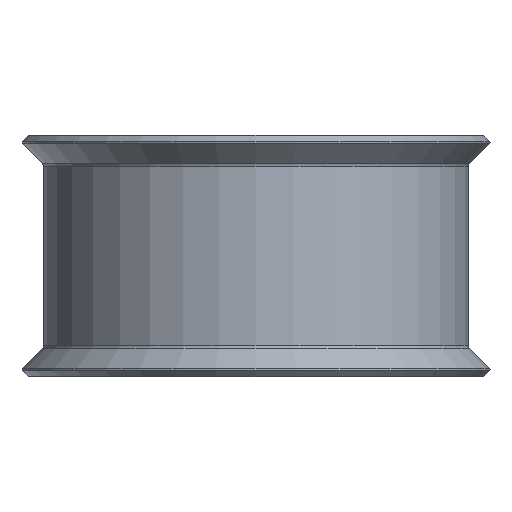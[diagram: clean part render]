
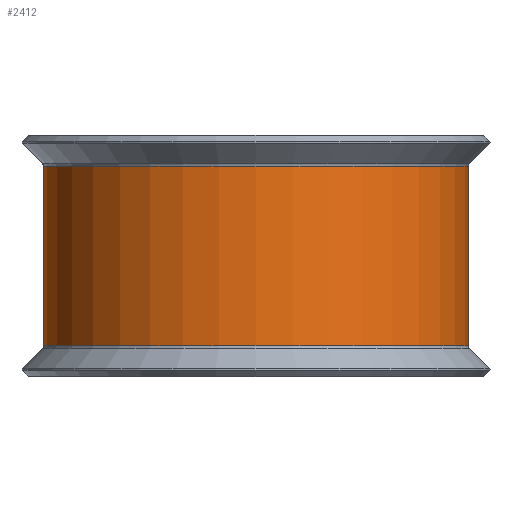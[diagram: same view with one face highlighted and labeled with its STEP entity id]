
A CAD part, front view. The second image highlights one B-rep face of the part: STEP entity #2412.
In plain terms, the highlighted cylindrical face has radius 12.535 mm (diameter 25.07 mm), a partial arc.
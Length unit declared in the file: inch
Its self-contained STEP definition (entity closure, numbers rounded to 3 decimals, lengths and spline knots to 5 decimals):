
#89 = CARTESIAN_POINT ( 'NONE',  ( 0.4685, -0.875, 0.20822 ) ) ;
#338 = DIRECTION ( 'NONE',  ( -1., 0., 0. ) ) ;
#410 = VERTEX_POINT ( 'NONE', #864 ) ;
#463 = VECTOR ( 'NONE', #2892, 39.37008 ) ;
#494 = CARTESIAN_POINT ( 'NONE',  ( 0.4685, -0.3815, 0.281 ) ) ;
#531 = LINE ( 'NONE', #494, #463 ) ;
#536 = VECTOR ( 'NONE', #2105, 39.37008 ) ;
#710 = CARTESIAN_POINT ( 'NONE',  ( 0.4685, -0.875, 0.281 ) ) ;
#864 = CARTESIAN_POINT ( 'NONE',  ( -0.025, -0.875, -0.20822 ) ) ;
#881 = CARTESIAN_POINT ( 'NONE',  ( 0.4685, -0.3815, 0.20822 ) ) ;
#1081 = AXIS2_PLACEMENT_3D ( 'NONE', #1211, #2914, #1451 ) ;
#1101 = ORIENTED_EDGE ( 'NONE', *, *, #3065, .F. ) ;
#1127 = CARTESIAN_POINT ( 'NONE',  ( -0.025, -0.875, 0.281 ) ) ;
#1158 = EDGE_CURVE ( 'NONE', #2221, #410, #1170, .T. ) ;
#1170 = LINE ( 'NONE', #1127, #536 ) ;
#1211 = CARTESIAN_POINT ( 'NONE',  ( 0.4685, -0.875, -0.20822 ) ) ;
#1451 = DIRECTION ( 'NONE',  ( -1., 0., 0. ) ) ;
#1491 = EDGE_CURVE ( 'NONE', #1699, #2221, #1526, .T. ) ;
#1526 = CIRCLE ( 'NONE', #2451, 0.4935 ) ;
#1699 = VERTEX_POINT ( 'NONE', #881 ) ;
#1735 = ORIENTED_EDGE ( 'NONE', *, *, #1158, .T. ) ;
#1759 = DIRECTION ( 'NONE',  ( 0., 0., -1. ) ) ;
#2024 = EDGE_CURVE ( 'NONE', #2634, #410, #2905, .T. ) ;
#2105 = DIRECTION ( 'NONE',  ( 0., 0., -1. ) ) ;
#2153 = DIRECTION ( 'NONE',  ( -1., 0., 0. ) ) ;
#2221 = VERTEX_POINT ( 'NONE', #3025 ) ;
#2412 = ADVANCED_FACE ( 'NONE', ( #3017 ), #2790, .T. ) ;
#2451 = AXIS2_PLACEMENT_3D ( 'NONE', #89, #1759, #338 ) ;
#2634 = VERTEX_POINT ( 'NONE', #3022 ) ;
#2636 = DIRECTION ( 'NONE',  ( 0., 0., -1. ) ) ;
#2790 = CYLINDRICAL_SURFACE ( 'NONE', #3078, 0.4935 ) ;
#2890 = EDGE_LOOP ( 'NONE', ( #1735, #3043, #1101, #3091 ) ) ;
#2892 = DIRECTION ( 'NONE',  ( 0., 0., -1. ) ) ;
#2905 = CIRCLE ( 'NONE', #1081, 0.4935 ) ;
#2914 = DIRECTION ( 'NONE',  ( 0., 0., -1. ) ) ;
#3017 = FACE_OUTER_BOUND ( 'NONE', #2890, .T. ) ;
#3022 = CARTESIAN_POINT ( 'NONE',  ( 0.4685, -0.3815, -0.20822 ) ) ;
#3025 = CARTESIAN_POINT ( 'NONE',  ( -0.025, -0.875, 0.20822 ) ) ;
#3043 = ORIENTED_EDGE ( 'NONE', *, *, #2024, .F. ) ;
#3065 = EDGE_CURVE ( 'NONE', #1699, #2634, #531, .T. ) ;
#3078 = AXIS2_PLACEMENT_3D ( 'NONE', #710, #2636, #2153 ) ;
#3091 = ORIENTED_EDGE ( 'NONE', *, *, #1491, .T. ) ;
